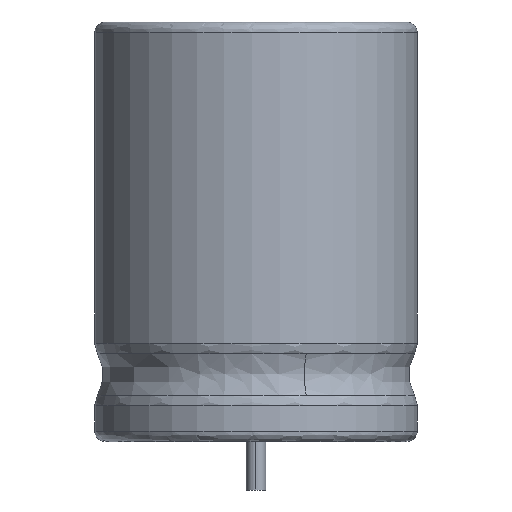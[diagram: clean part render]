
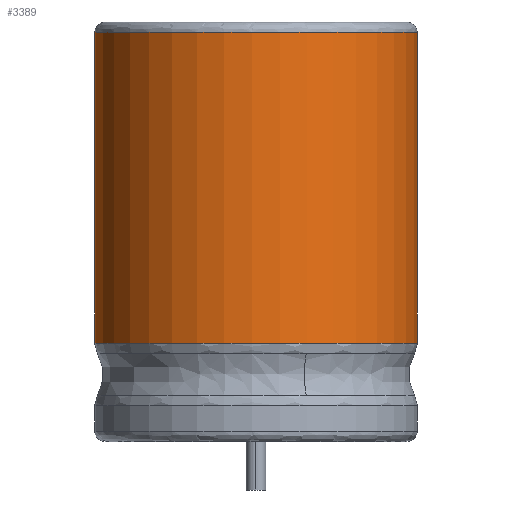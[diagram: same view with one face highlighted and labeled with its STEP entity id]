
A CAD part, left-side view. The second image highlights one B-rep face of the part: STEP entity #3389.
In plain terms, the highlighted cylindrical face has radius 5 mm (diameter 10 mm), a partial arc.
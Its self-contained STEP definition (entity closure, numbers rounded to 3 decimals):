
#24 = VECTOR ( 'NONE', #1537, 1000. ) ;
#25 = ORIENTED_EDGE ( 'NONE', *, *, #1492, .T. ) ;
#67 = LINE ( 'NONE', #1005, #24 ) ;
#104 = CIRCLE ( 'NONE', #805, 5. ) ;
#239 = AXIS2_PLACEMENT_3D ( 'NONE', #1386, #2600, #2617 ) ;
#268 = VERTEX_POINT ( 'NONE', #1064 ) ;
#338 = EDGE_LOOP ( 'NONE', ( #25, #356, #501, #2813 ) ) ;
#356 = ORIENTED_EDGE ( 'NONE', *, *, #1948, .T. ) ;
#361 = CARTESIAN_POINT ( 'NONE',  ( 4.698, -1.71, -2.426 ) ) ;
#467 = VECTOR ( 'NONE', #1955, 1000. ) ;
#501 = ORIENTED_EDGE ( 'NONE', *, *, #3367, .T. ) ;
#531 = VERTEX_POINT ( 'NONE', #3279 ) ;
#550 = FACE_OUTER_BOUND ( 'NONE', #338, .T. ) ;
#732 = AXIS2_PLACEMENT_3D ( 'NONE', #1764, #1800, #3033 ) ;
#805 = AXIS2_PLACEMENT_3D ( 'NONE', #892, #1157, #2366 ) ;
#826 = CARTESIAN_POINT ( 'NONE',  ( 4.698, -1.71, 1.069 ) ) ;
#892 = CARTESIAN_POINT ( 'NONE',  ( 0., 0., -2.426 ) ) ;
#1005 = CARTESIAN_POINT ( 'NONE',  ( 4.698, 1.71, 1.069 ) ) ;
#1064 = CARTESIAN_POINT ( 'NONE',  ( 4.698, 1.71, 7.196 ) ) ;
#1157 = DIRECTION ( 'NONE',  ( 0., 0., 1. ) ) ;
#1386 = CARTESIAN_POINT ( 'NONE',  ( 0., 0., 7.196 ) ) ;
#1492 = EDGE_CURVE ( 'NONE', #531, #268, #1579, .T. ) ;
#1537 = DIRECTION ( 'NONE',  ( 0., 0., -1. ) ) ;
#1579 = CIRCLE ( 'NONE', #239, 5. ) ;
#1764 = CARTESIAN_POINT ( 'NONE',  ( 0., 0., 2.451 ) ) ;
#1799 = EDGE_CURVE ( 'NONE', #531, #1963, #2245, .T. ) ;
#1800 = DIRECTION ( 'NONE',  ( 0., 0., 1. ) ) ;
#1948 = EDGE_CURVE ( 'NONE', #268, #3857, #67, .T. ) ;
#1955 = DIRECTION ( 'NONE',  ( 0., 0., -1. ) ) ;
#1963 = VERTEX_POINT ( 'NONE', #361 ) ;
#2245 = LINE ( 'NONE', #826, #467 ) ;
#2366 = DIRECTION ( 'NONE',  ( 1., 0., 0. ) ) ;
#2468 = CARTESIAN_POINT ( 'NONE',  ( 4.698, 1.71, -2.426 ) ) ;
#2600 = DIRECTION ( 'NONE',  ( 0., 0., -1. ) ) ;
#2617 = DIRECTION ( 'NONE',  ( 1., 0., 0. ) ) ;
#2813 = ORIENTED_EDGE ( 'NONE', *, *, #1799, .F. ) ;
#3033 = DIRECTION ( 'NONE',  ( 1., 0., 0. ) ) ;
#3279 = CARTESIAN_POINT ( 'NONE',  ( 4.698, -1.71, 7.196 ) ) ;
#3345 = CYLINDRICAL_SURFACE ( 'NONE', #732, 5. ) ;
#3367 = EDGE_CURVE ( 'NONE', #3857, #1963, #104, .T. ) ;
#3389 = ADVANCED_FACE ( 'NONE', ( #550 ), #3345, .T. ) ;
#3857 = VERTEX_POINT ( 'NONE', #2468 ) ;
